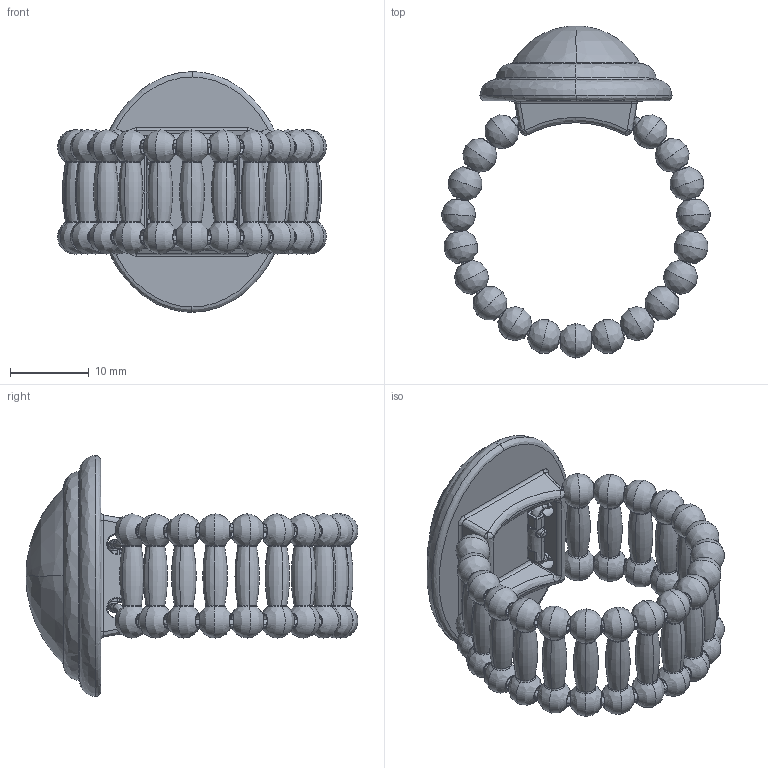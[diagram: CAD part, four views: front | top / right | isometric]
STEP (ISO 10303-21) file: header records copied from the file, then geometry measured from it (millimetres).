
FILE_DESCRIPTION(('FreeCAD Model'),'2;1');
FILE_NAME('Open CASCADE Shape Model','2025-05-04T04:49:47',('FreeCAD'),( 'FreeCAD'),'Open CASCADE STEP processor 7.6','FreeCAD','Unknown');
FILE_SCHEMA(('AUTOMOTIVE_DESIGN { 1 0 10303 214 1 1 1 1 }'));
Products named in the file (1): Open CASCADE STEP translator 7.6 1
Bounding box: 34.15 x 42.16 x 30.56 mm (x, y, z)
Volume: 5793.5 mm3; surface area: 7368.3 mm2
Topology: 23 solids, 23 shells, 691 faces, 1571 edges, 836 vertices
Faces by surface type: bspline 691
Entity records: 30207 total; most frequent: CARTESIAN_POINT 22162, ORIENTED_EDGE 2970, EDGE_CURVE 1485, VERTEX_POINT 835, FACE_BOUND 778, EDGE_LOOP 778, ADVANCED_FACE 691, B_SPLINE_CURVE_WITH_KNOTS 413
